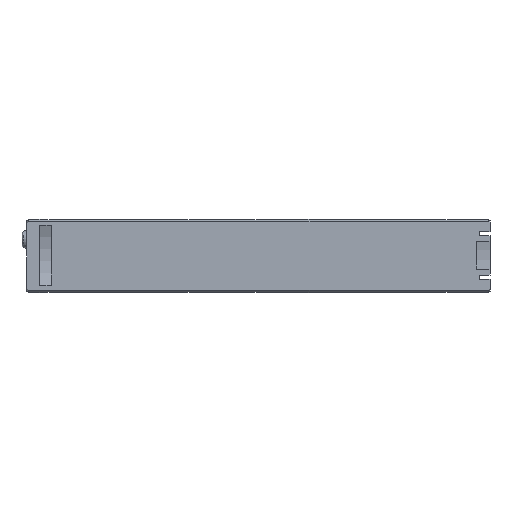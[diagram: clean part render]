
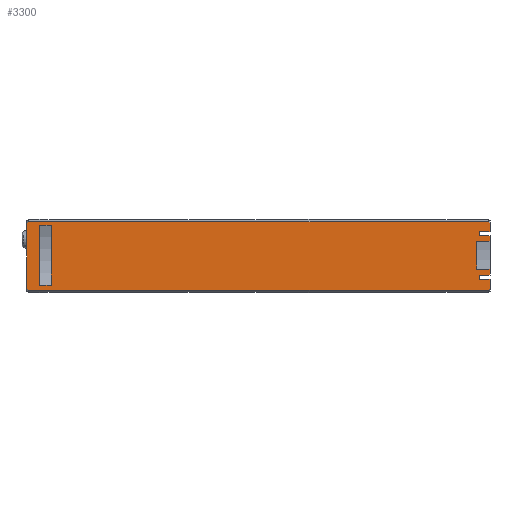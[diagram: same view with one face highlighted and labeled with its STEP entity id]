
A CAD part, front view. The second image highlights one B-rep face of the part: STEP entity #3300.
In plain terms, the highlighted planar face has unit normal (0, -1, 0).
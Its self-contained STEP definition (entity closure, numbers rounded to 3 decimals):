
#37=FACE_BOUND('',#648,.T.);
#452=FACE_OUTER_BOUND('',#647,.T.);
#647=EDGE_LOOP('',(#2943,#2944,#2945,#2946,#2947,#2948,#2949,#2950,#2951,
#2952,#2953,#2954,#2955,#2956,#2957,#2958,#2959,#2960,#2961,#2962));
#648=EDGE_LOOP('',(#2963,#2964,#2965,#2966));
#657=LINE('',#4498,#953);
#663=LINE('',#4511,#959);
#665=LINE('',#4516,#961);
#669=LINE('',#4523,#965);
#672=LINE('',#4532,#968);
#674=LINE('',#4536,#970);
#705=LINE('',#4860,#1001);
#707=LINE('',#4864,#1003);
#710=LINE('',#4871,#1006);
#716=LINE('',#4888,#1012);
#814=LINE('',#6571,#1110);
#925=LINE('',#6938,#1221);
#926=LINE('',#6941,#1222);
#928=LINE('',#6944,#1224);
#929=LINE('',#6950,#1225);
#933=LINE('',#6958,#1229);
#935=LINE('',#6966,#1231);
#937=LINE('',#6973,#1233);
#941=LINE('',#6985,#1237);
#943=LINE('',#6989,#1239);
#945=LINE('',#6993,#1241);
#946=LINE('',#6995,#1242);
#947=LINE('',#6996,#1243);
#948=LINE('',#6997,#1244);
#953=VECTOR('',#3618,10.);
#959=VECTOR('',#3626,10.);
#961=VECTOR('',#3630,10.);
#965=VECTOR('',#3636,10.);
#968=VECTOR('',#3643,10.);
#970=VECTOR('',#3649,10.);
#1001=VECTOR('',#3754,10.);
#1003=VECTOR('',#3758,10.);
#1006=VECTOR('',#3763,10.);
#1012=VECTOR('',#3777,10.);
#1110=VECTOR('',#4045,10.);
#1221=VECTOR('',#4412,10.);
#1222=VECTOR('',#4415,10.);
#1224=VECTOR('',#4419,10.);
#1225=VECTOR('',#4424,10.);
#1229=VECTOR('',#4430,10.);
#1231=VECTOR('',#4438,10.);
#1233=VECTOR('',#4446,10.);
#1237=VECTOR('',#4462,10.);
#1239=VECTOR('',#4466,10.);
#1241=VECTOR('',#4470,10.);
#1242=VECTOR('',#4471,10.);
#1243=VECTOR('',#4472,10.);
#1244=VECTOR('',#4473,10.);
#1249=VERTEX_POINT('',#4496);
#1250=VERTEX_POINT('',#4497);
#1255=VERTEX_POINT('',#4508);
#1256=VERTEX_POINT('',#4510);
#1257=VERTEX_POINT('',#4514);
#1258=VERTEX_POINT('',#4515);
#1263=VERTEX_POINT('',#4529);
#1264=VERTEX_POINT('',#4531);
#1346=VERTEX_POINT('',#4859);
#1347=VERTEX_POINT('',#4863);
#1350=VERTEX_POINT('',#4869);
#1357=VERTEX_POINT('',#4886);
#1458=VERTEX_POINT('',#6568);
#1459=VERTEX_POINT('',#6570);
#1551=VERTEX_POINT('',#6936);
#1552=VERTEX_POINT('',#6940);
#1554=VERTEX_POINT('',#6948);
#1555=VERTEX_POINT('',#6949);
#1558=VERTEX_POINT('',#6957);
#1561=VERTEX_POINT('',#6965);
#1565=VERTEX_POINT('',#6984);
#1566=VERTEX_POINT('',#6988);
#1567=VERTEX_POINT('',#6992);
#1568=VERTEX_POINT('',#6994);
#1569=EDGE_CURVE('',#1249,#1250,#657,.T.);
#1575=EDGE_CURVE('',#1256,#1255,#663,.T.);
#1577=EDGE_CURVE('',#1257,#1258,#665,.T.);
#1581=EDGE_CURVE('',#1258,#1249,#669,.T.);
#1585=EDGE_CURVE('',#1264,#1263,#672,.T.);
#1588=EDGE_CURVE('',#1255,#1264,#674,.T.);
#1672=EDGE_CURVE('',#1346,#1256,#705,.T.);
#1674=EDGE_CURVE('',#1347,#1257,#707,.T.);
#1678=EDGE_CURVE('',#1263,#1350,#710,.T.);
#1687=EDGE_CURVE('',#1250,#1357,#716,.T.);
#1853=EDGE_CURVE('',#1458,#1459,#814,.T.);
#2017=EDGE_CURVE('',#1350,#1551,#925,.T.);
#2018=EDGE_CURVE('',#1552,#1347,#926,.T.);
#2020=EDGE_CURVE('',#1551,#1552,#928,.T.);
#2022=EDGE_CURVE('',#1554,#1555,#929,.T.);
#2026=EDGE_CURVE('',#1558,#1554,#933,.T.);
#2030=EDGE_CURVE('',#1555,#1561,#935,.T.);
#2034=EDGE_CURVE('',#1561,#1558,#937,.T.);
#2039=EDGE_CURVE('',#1459,#1565,#941,.T.);
#2041=EDGE_CURVE('',#1565,#1566,#943,.T.);
#2043=EDGE_CURVE('',#1567,#1357,#945,.T.);
#2044=EDGE_CURVE('',#1567,#1568,#946,.T.);
#2045=EDGE_CURVE('',#1566,#1568,#947,.T.);
#2046=EDGE_CURVE('',#1346,#1458,#948,.T.);
#2943=ORIENTED_EDGE('',*,*,#1569,.T.);
#2944=ORIENTED_EDGE('',*,*,#1687,.T.);
#2945=ORIENTED_EDGE('',*,*,#2043,.F.);
#2946=ORIENTED_EDGE('',*,*,#2044,.T.);
#2947=ORIENTED_EDGE('',*,*,#2045,.F.);
#2948=ORIENTED_EDGE('',*,*,#2041,.F.);
#2949=ORIENTED_EDGE('',*,*,#2039,.F.);
#2950=ORIENTED_EDGE('',*,*,#1853,.F.);
#2951=ORIENTED_EDGE('',*,*,#2046,.F.);
#2952=ORIENTED_EDGE('',*,*,#1672,.T.);
#2953=ORIENTED_EDGE('',*,*,#1575,.T.);
#2954=ORIENTED_EDGE('',*,*,#1588,.T.);
#2955=ORIENTED_EDGE('',*,*,#1585,.T.);
#2956=ORIENTED_EDGE('',*,*,#1678,.T.);
#2957=ORIENTED_EDGE('',*,*,#2017,.T.);
#2958=ORIENTED_EDGE('',*,*,#2020,.T.);
#2959=ORIENTED_EDGE('',*,*,#2018,.T.);
#2960=ORIENTED_EDGE('',*,*,#1674,.T.);
#2961=ORIENTED_EDGE('',*,*,#1577,.T.);
#2962=ORIENTED_EDGE('',*,*,#1581,.T.);
#2963=ORIENTED_EDGE('',*,*,#2030,.T.);
#2964=ORIENTED_EDGE('',*,*,#2034,.T.);
#2965=ORIENTED_EDGE('',*,*,#2026,.T.);
#2966=ORIENTED_EDGE('',*,*,#2022,.T.);
#3122=PLANE('',#3605);
#3300=ADVANCED_FACE('',(#452,#37),#3122,.T.);
#3605=AXIS2_PLACEMENT_3D('',#6991,#4468,#4469);
#3618=DIRECTION('',(1.,0.,0.));
#3626=DIRECTION('',(-1.,0.,0.));
#3630=DIRECTION('',(-1.,0.,0.));
#3636=DIRECTION('',(0.,0.,1.));
#3643=DIRECTION('',(1.,0.,0.));
#3649=DIRECTION('',(0.,0.,1.));
#3754=DIRECTION('',(0.,0.,1.));
#3758=DIRECTION('',(0.,0.,1.));
#3763=DIRECTION('',(0.,0.,1.));
#3777=DIRECTION('',(0.,0.,1.));
#4045=DIRECTION('',(-1.,0.,0.));
#4412=DIRECTION('',(-1.,0.,0.));
#4415=DIRECTION('',(1.,0.,0.));
#4419=DIRECTION('',(0.,0.,1.));
#4424=DIRECTION('',(-1.,0.,0.));
#4430=DIRECTION('',(0.,0.,-1.));
#4438=DIRECTION('',(0.,0.,1.));
#4446=DIRECTION('',(1.,0.,0.));
#4462=DIRECTION('',(-0.654,0.,0.756));
#4466=DIRECTION('',(0.,0.,1.));
#4468=DIRECTION('center_axis',(0.,-1.,0.));
#4469=DIRECTION('ref_axis',(0.,0.,1.));
#4470=DIRECTION('',(0.654,0.,-0.756));
#4471=DIRECTION('',(-1.,0.,0.));
#4472=DIRECTION('',(0.654,0.,0.756));
#4473=DIRECTION('',(-0.654,0.,-0.756));
#4496=CARTESIAN_POINT('',(436.623,31.156,30.6));
#4497=CARTESIAN_POINT('',(445.929,31.156,30.6));
#4498=CARTESIAN_POINT('',(441.276,31.156,30.6));
#4508=CARTESIAN_POINT('',(436.623,31.156,-11.054));
#4510=CARTESIAN_POINT('',(445.929,31.156,-11.054));
#4511=CARTESIAN_POINT('',(441.276,31.156,-11.054));
#4514=CARTESIAN_POINT('',(445.929,31.156,27.017));
#4515=CARTESIAN_POINT('',(436.623,31.156,27.017));
#4516=CARTESIAN_POINT('',(441.276,31.156,27.017));
#4523=CARTESIAN_POINT('',(436.623,31.156,4.012));
#4529=CARTESIAN_POINT('',(445.929,31.156,-7.471));
#4531=CARTESIAN_POINT('',(436.623,31.156,-7.471));
#4532=CARTESIAN_POINT('',(441.276,31.156,-7.471));
#4536=CARTESIAN_POINT('',(436.623,31.156,-15.024));
#4859=CARTESIAN_POINT('',(445.929,31.156,-19.051));
#4860=CARTESIAN_POINT('',(445.929,31.156,-20.784));
#4863=CARTESIAN_POINT('',(445.929,31.156,22.322));
#4864=CARTESIAN_POINT('',(445.929,31.156,-20.784));
#4869=CARTESIAN_POINT('',(445.929,31.156,-2.22));
#4871=CARTESIAN_POINT('',(445.929,31.156,-20.784));
#4886=CARTESIAN_POINT('',(445.929,31.156,37.688));
#4888=CARTESIAN_POINT('',(445.929,31.156,-20.784));
#6568=CARTESIAN_POINT('',(444.429,31.156,-20.784));
#6570=CARTESIAN_POINT('',(40.156,31.156,-20.784));
#6571=CARTESIAN_POINT('',(445.929,31.156,-20.784));
#6936=CARTESIAN_POINT('',(434.414,31.156,-2.22));
#6938=CARTESIAN_POINT('',(440.297,31.156,-2.22));
#6940=CARTESIAN_POINT('',(434.414,31.156,22.322));
#6941=CARTESIAN_POINT('',(440.297,31.156,22.322));
#6944=CARTESIAN_POINT('',(434.414,31.156,-5.733));
#6948=CARTESIAN_POINT('',(60.25,31.156,-16.311));
#6949=CARTESIAN_POINT('',(49.75,31.156,-16.311));
#6950=CARTESIAN_POINT('',(247.965,31.156,-16.311));
#6957=CARTESIAN_POINT('',(60.25,31.156,36.328));
#6958=CARTESIAN_POINT('',(60.25,31.156,-5.388));
#6965=CARTESIAN_POINT('',(49.75,31.156,36.328));
#6966=CARTESIAN_POINT('',(49.75,31.156,-5.388));
#6973=CARTESIAN_POINT('',(247.965,31.156,36.328));
#6984=CARTESIAN_POINT('',(38.656,31.156,-19.051));
#6985=CARTESIAN_POINT('',(124.773,31.156,-118.592));
#6988=CARTESIAN_POINT('',(38.656,31.156,37.688));
#6989=CARTESIAN_POINT('',(38.656,31.156,-20.784));
#6991=CARTESIAN_POINT('Origin',(445.929,31.156,-20.784));
#6992=CARTESIAN_POINT('',(444.429,31.156,39.422));
#6993=CARTESIAN_POINT('',(462.128,31.156,18.964));
#6994=CARTESIAN_POINT('',(40.156,31.156,39.422));
#6995=CARTESIAN_POINT('',(445.929,31.156,39.422));
#6996=CARTESIAN_POINT('',(109.628,31.156,119.724));
#6997=CARTESIAN_POINT('',(446.983,31.156,-17.832));
